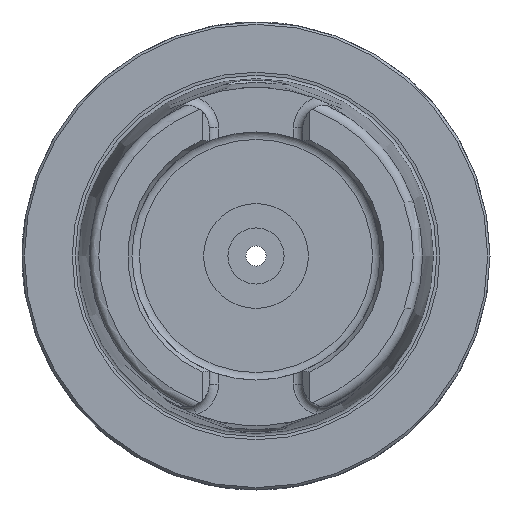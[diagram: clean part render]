
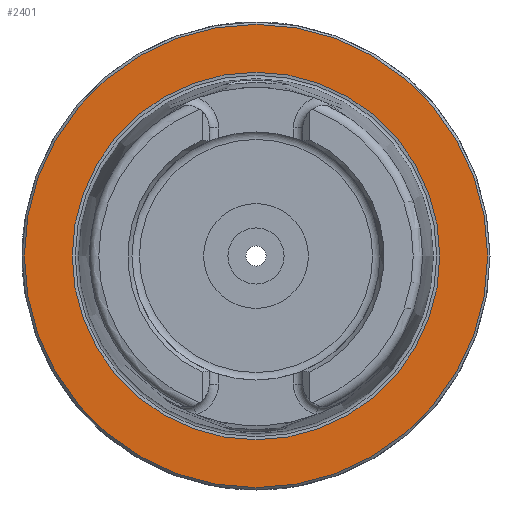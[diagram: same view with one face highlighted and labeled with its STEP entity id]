
A CAD part, left-side view. The second image highlights one B-rep face of the part: STEP entity #2401.
In plain terms, the highlighted planar face has unit normal (-1, 0, 0).
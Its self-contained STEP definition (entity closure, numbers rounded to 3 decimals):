
#104=FACE_BOUND('',#700,.T.);
#141=PLANE('',#2739);
#552=FACE_OUTER_BOUND('',#699,.T.);
#699=EDGE_LOOP('',(#2196));
#700=EDGE_LOOP('',(#2197));
#883=CIRCLE('',#2738,39.275);
#884=CIRCLE('',#2740,49.5);
#1130=VERTEX_POINT('',#5116);
#1131=VERTEX_POINT('',#5120);
#1490=EDGE_CURVE('',#1130,#1130,#883,.T.);
#1491=EDGE_CURVE('',#1131,#1131,#884,.T.);
#2196=ORIENTED_EDGE('',*,*,#1491,.F.);
#2197=ORIENTED_EDGE('',*,*,#1490,.T.);
#2401=ADVANCED_FACE('',(#552,#104),#141,.T.);
#2738=AXIS2_PLACEMENT_3D('',#5118,#3475,#3476);
#2739=AXIS2_PLACEMENT_3D('',#5119,#3477,#3478);
#2740=AXIS2_PLACEMENT_3D('',#5121,#3479,#3480);
#3475=DIRECTION('center_axis',(1.,0.,0.));
#3476=DIRECTION('ref_axis',(0.,0.,-1.));
#3477=DIRECTION('center_axis',(-1.,0.,0.));
#3478=DIRECTION('ref_axis',(0.,0.,1.));
#3479=DIRECTION('center_axis',(1.,0.,0.));
#3480=DIRECTION('ref_axis',(0.,0.,-1.));
#5116=CARTESIAN_POINT('',(0.,-39.275,0.));
#5118=CARTESIAN_POINT('Origin',(0.,0.,0.));
#5119=CARTESIAN_POINT('Origin',(0.,49.5,0.));
#5120=CARTESIAN_POINT('',(0.,-49.5,0.));
#5121=CARTESIAN_POINT('Origin',(0.,0.,0.));
